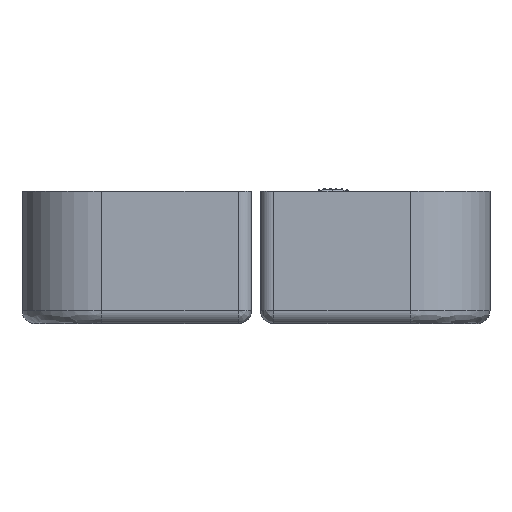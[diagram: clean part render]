
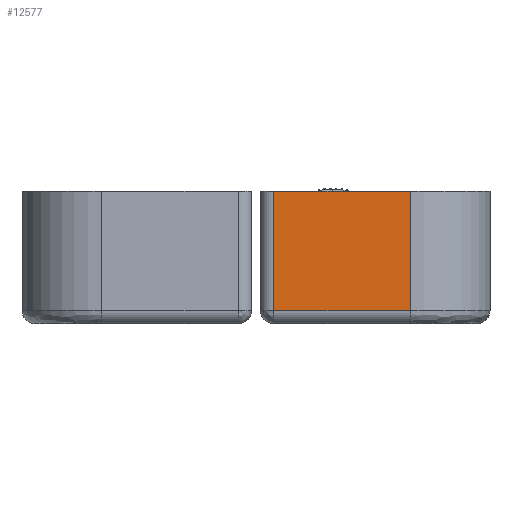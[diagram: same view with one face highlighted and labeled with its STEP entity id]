
A CAD part, left-side view. The second image highlights one B-rep face of the part: STEP entity #12577.
In plain terms, the highlighted planar face has unit normal (-1, 0, 0).
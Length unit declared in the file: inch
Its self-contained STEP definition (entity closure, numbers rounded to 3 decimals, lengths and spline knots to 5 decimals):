
#2043 = ORIENTED_EDGE ( 'NONE', *, *, #23348, .F. ) ;
#4383 = DIRECTION ( 'NONE',  ( 0., 1., 0. ) ) ;
#6492 = CARTESIAN_POINT ( 'NONE',  ( -0.76772, 0., 0.05906 ) ) ;
#6928 = CARTESIAN_POINT ( 'NONE',  ( -0.76772, 0.35433, 0.59055 ) ) ;
#7184 = CARTESIAN_POINT ( 'NONE',  ( -0.76772, 0.96457, 0.59055 ) ) ;
#7434 = VECTOR ( 'NONE', #4383, 39.37008 ) ;
#9221 = VERTEX_POINT ( 'NONE', #6928 ) ;
#9392 = CARTESIAN_POINT ( 'NONE',  ( -0.76772, 0., 0.59055 ) ) ;
#9575 = LINE ( 'NONE', #9392, #23208 ) ;
#9639 = EDGE_CURVE ( 'NONE', #29526, #23983, #22823, .T. ) ;
#9898 = EDGE_CURVE ( 'NONE', #23983, #9221, #9575, .T. ) ;
#10502 = DIRECTION ( 'NONE',  ( 0., 1., 0. ) ) ;
#10771 = ORIENTED_EDGE ( 'NONE', *, *, #17829, .F. ) ;
#11059 = CARTESIAN_POINT ( 'NONE',  ( -0.76772, 0.35433, 0.05906 ) ) ;
#12212 = LINE ( 'NONE', #20928, #18783 ) ;
#12577 = ADVANCED_FACE ( 'NONE', ( #24659 ), #25878, .F. ) ;
#14385 = VECTOR ( 'NONE', #14883, 39.37008 ) ;
#14883 = DIRECTION ( 'NONE',  ( 0., 0., 1. ) ) ;
#17829 = EDGE_CURVE ( 'NONE', #31730, #29526, #21868, .T. ) ;
#18012 = CARTESIAN_POINT ( 'NONE',  ( -0.76772, 0., 0.59055 ) ) ;
#18783 = VECTOR ( 'NONE', #28853, 39.37008 ) ;
#20583 = CARTESIAN_POINT ( 'NONE',  ( -0.76772, 0.96457, 0.05906 ) ) ;
#20928 = CARTESIAN_POINT ( 'NONE',  ( -0.76772, 0.35433, 0.59055 ) ) ;
#21855 = ORIENTED_EDGE ( 'NONE', *, *, #9639, .F. ) ;
#21868 = LINE ( 'NONE', #6492, #7434 ) ;
#22056 = DIRECTION ( 'NONE',  ( 0., -1., 0. ) ) ;
#22823 = LINE ( 'NONE', #7184, #14385 ) ;
#23208 = VECTOR ( 'NONE', #22056, 39.37008 ) ;
#23348 = EDGE_CURVE ( 'NONE', #9221, #31730, #12212, .T. ) ;
#23983 = VERTEX_POINT ( 'NONE', #29770 ) ;
#24659 = FACE_OUTER_BOUND ( 'NONE', #26229, .T. ) ;
#25511 = AXIS2_PLACEMENT_3D ( 'NONE', #18012, #28093, #10502 ) ;
#25878 = PLANE ( 'NONE',  #25511 ) ;
#26229 = EDGE_LOOP ( 'NONE', ( #10771, #2043, #31651, #21855 ) ) ;
#28093 = DIRECTION ( 'NONE',  ( 1., 0., 0. ) ) ;
#28853 = DIRECTION ( 'NONE',  ( 0., 0., -1. ) ) ;
#29526 = VERTEX_POINT ( 'NONE', #20583 ) ;
#29770 = CARTESIAN_POINT ( 'NONE',  ( -0.76772, 0.96457, 0.59055 ) ) ;
#31651 = ORIENTED_EDGE ( 'NONE', *, *, #9898, .F. ) ;
#31730 = VERTEX_POINT ( 'NONE', #11059 ) ;
